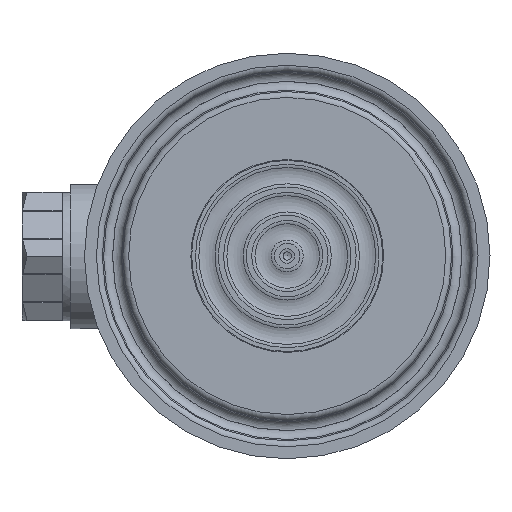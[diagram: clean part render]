
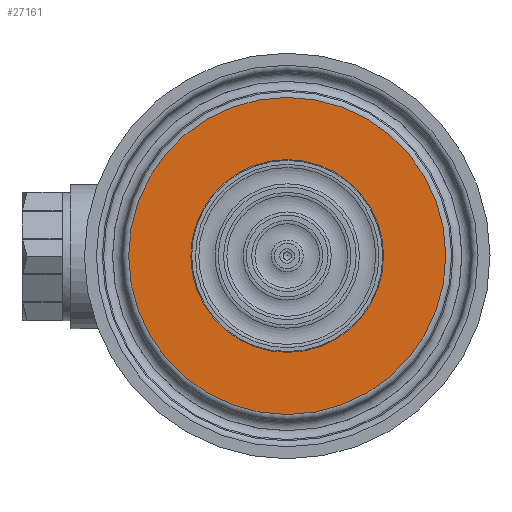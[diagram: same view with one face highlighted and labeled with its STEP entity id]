
A CAD part, left-side view. The second image highlights one B-rep face of the part: STEP entity #27161.
In plain terms, the highlighted planar face has unit normal (-1, 0, 0).
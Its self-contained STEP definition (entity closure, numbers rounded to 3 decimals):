
#538=FACE_BOUND('',#4854,.T.);
#1752=PLANE('',#28684);
#3245=FACE_OUTER_BOUND('',#4853,.T.);
#4853=EDGE_LOOP('',(#25299));
#4854=EDGE_LOOP('',(#25300));
#5360=CIRCLE('',#28677,12.);
#5364=CIRCLE('',#28685,19.742);
#13291=VERTEX_POINT('',#70115);
#13293=VERTEX_POINT('',#70126);
#17303=EDGE_CURVE('',#13291,#13291,#5360,.T.);
#17308=EDGE_CURVE('',#13293,#13293,#5364,.T.);
#25299=ORIENTED_EDGE('',*,*,#17308,.F.);
#25300=ORIENTED_EDGE('',*,*,#17303,.T.);
#27161=ADVANCED_FACE('',(#3245,#538),#1752,.T.);
#28677=AXIS2_PLACEMENT_3D('',#70116,#33480,#33481);
#28684=AXIS2_PLACEMENT_3D('',#70125,#33495,#33496);
#28685=AXIS2_PLACEMENT_3D('',#70127,#33497,#33498);
#33480=DIRECTION('center_axis',(1.,0.,0.));
#33481=DIRECTION('ref_axis',(0.,1.,0.));
#33495=DIRECTION('center_axis',(-1.,0.,0.));
#33496=DIRECTION('ref_axis',(0.,0.,1.));
#33497=DIRECTION('center_axis',(1.,0.,0.));
#33498=DIRECTION('ref_axis',(0.,0.,-1.));
#70115=CARTESIAN_POINT('',(0.,-12.,0.));
#70116=CARTESIAN_POINT('Origin',(0.,0.,
0.));
#70125=CARTESIAN_POINT('Origin',(0.,19.742,
0.));
#70126=CARTESIAN_POINT('',(0.,0.,19.742));
#70127=CARTESIAN_POINT('Origin',(0.,0.,0.));
